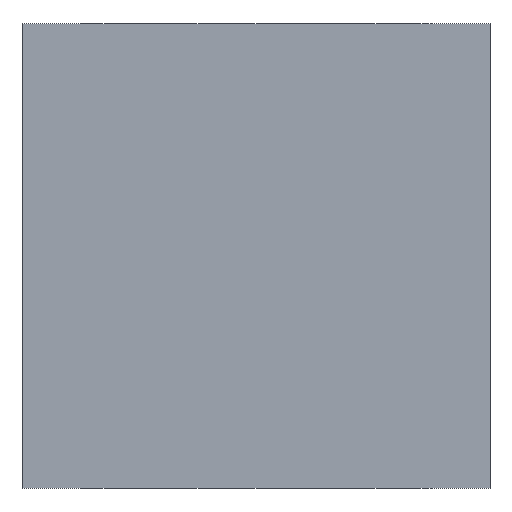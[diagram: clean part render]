
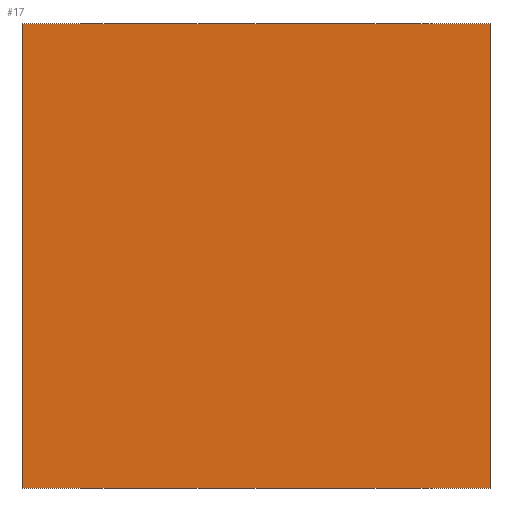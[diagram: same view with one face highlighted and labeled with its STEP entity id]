
A CAD part, left-side view. The second image highlights one B-rep face of the part: STEP entity #17.
In plain terms, the highlighted planar face has unit normal (-1, 0, 0).
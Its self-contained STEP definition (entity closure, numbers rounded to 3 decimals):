
#5 = ORIENTED_EDGE ( 'NONE', *, *, #295, .F. ) ;
#17 = ADVANCED_FACE ( 'NONE', ( #224 ), #78, .T. ) ;
#20 = VERTEX_POINT ( 'NONE', #349 ) ;
#26 = EDGE_CURVE ( 'NONE', #20, #119, #286, .T. ) ;
#34 = EDGE_LOOP ( 'NONE', ( #199, #272, #174, #5 ) ) ;
#60 = LINE ( 'NONE', #142, #305 ) ;
#78 = PLANE ( 'NONE',  #359 ) ;
#83 = VECTOR ( 'NONE', #202, 1000. ) ;
#88 = CARTESIAN_POINT ( 'NONE',  ( -100., -100., 198.521 ) ) ;
#93 = DIRECTION ( 'NONE',  ( 0., 0., -1. ) ) ;
#102 = EDGE_CURVE ( 'NONE', #157, #20, #108, .T. ) ;
#108 = LINE ( 'NONE', #288, #158 ) ;
#115 = DIRECTION ( 'NONE',  ( -1., 0., 0. ) ) ;
#119 = VERTEX_POINT ( 'NONE', #310 ) ;
#125 = VECTOR ( 'NONE', #252, 1000. ) ;
#142 = CARTESIAN_POINT ( 'NONE',  ( -100., -100., 198.521 ) ) ;
#144 = DIRECTION ( 'NONE',  ( 0., 1., 0. ) ) ;
#157 = VERTEX_POINT ( 'NONE', #298 ) ;
#158 = VECTOR ( 'NONE', #369, 1000. ) ;
#174 = ORIENTED_EDGE ( 'NONE', *, *, #297, .F. ) ;
#199 = ORIENTED_EDGE ( 'NONE', *, *, #102, .T. ) ;
#202 = DIRECTION ( 'NONE',  ( 0., -1., 0. ) ) ;
#224 = FACE_OUTER_BOUND ( 'NONE', #34, .T. ) ;
#252 = DIRECTION ( 'NONE',  ( 0., -1., 0. ) ) ;
#263 = LINE ( 'NONE', #355, #83 ) ;
#272 = ORIENTED_EDGE ( 'NONE', *, *, #26, .T. ) ;
#286 = LINE ( 'NONE', #375, #125 ) ;
#288 = CARTESIAN_POINT ( 'NONE',  ( -100., 100., 198.521 ) ) ;
#295 = EDGE_CURVE ( 'NONE', #157, #335, #263, .T. ) ;
#297 = EDGE_CURVE ( 'NONE', #335, #119, #60, .T. ) ;
#298 = CARTESIAN_POINT ( 'NONE',  ( -100., 100., 198.521 ) ) ;
#305 = VECTOR ( 'NONE', #93, 1000. ) ;
#310 = CARTESIAN_POINT ( 'NONE',  ( -100., -100., 0. ) ) ;
#335 = VERTEX_POINT ( 'NONE', #88 ) ;
#340 = CARTESIAN_POINT ( 'NONE',  ( -100., 100., 198.521 ) ) ;
#349 = CARTESIAN_POINT ( 'NONE',  ( -100., 100., 0. ) ) ;
#355 = CARTESIAN_POINT ( 'NONE',  ( -100., 100., 198.521 ) ) ;
#359 = AXIS2_PLACEMENT_3D ( 'NONE', #340, #115, #144 ) ;
#369 = DIRECTION ( 'NONE',  ( 0., 0., -1. ) ) ;
#375 = CARTESIAN_POINT ( 'NONE',  ( -100., 100., 0. ) ) ;
